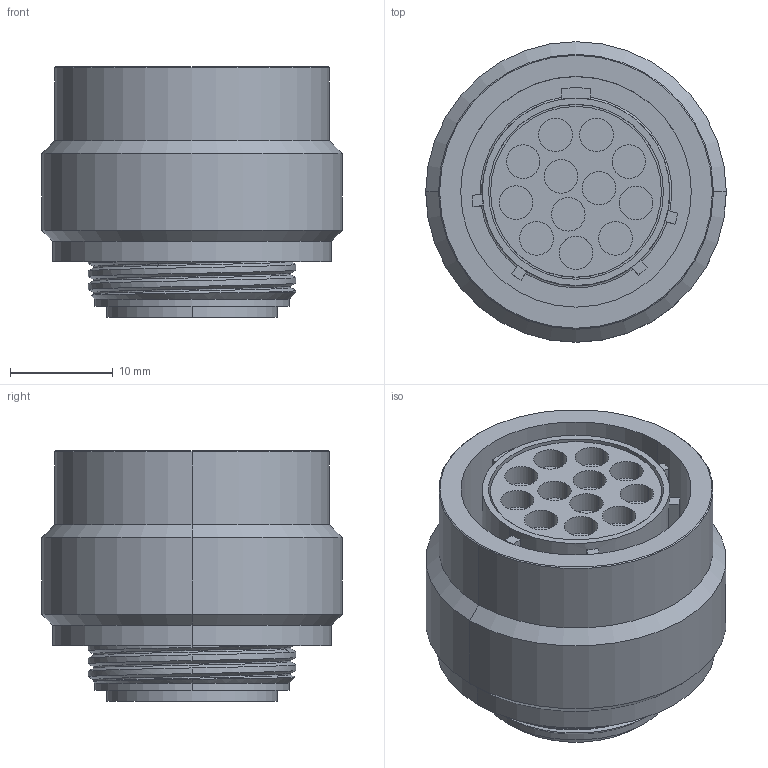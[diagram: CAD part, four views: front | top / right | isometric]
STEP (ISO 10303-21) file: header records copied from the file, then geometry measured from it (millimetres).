
FILE_DESCRIPTION((''),'2;1');
FILE_NAME('UT061412S-CAT_SW_ASM','2010-12-07T',('Gsineau'),(''),'PRO/ENGINEER BY PARAMETRIC TECHNOLOGY CORPORATION, 2010140','PRO/ENGINEER BY PARAMETRIC TECHNOLOGY CORPORATION, 2010140','');
FILE_SCHEMA(('CONFIG_CONTROL_DESIGN'));
Length unit declared in the file: inch
Products named in the file (1): UT061412S-CAT_SW_ASM
Bounding box: 29.3 x 29.3 x 24.41 mm (x, y, z)
Volume: 9840.4 mm3; surface area: 8265.2 mm2
Topology: 1 solids, 1 shells, 165 faces, 368 edges, 238 vertices
Faces by surface type: cylinder 88, plane 50, torus 11, cone 10, bspline 6
Entity records: 6702 total; most frequent: CARTESIAN_POINT 2895, DIRECTION 836, ORIENTED_EDGE 736, EDGE_CURVE 368, AXIS2_PLACEMENT_3D 351, VERTEX_POINT 238, EDGE_LOOP 198, CIRCLE 191
